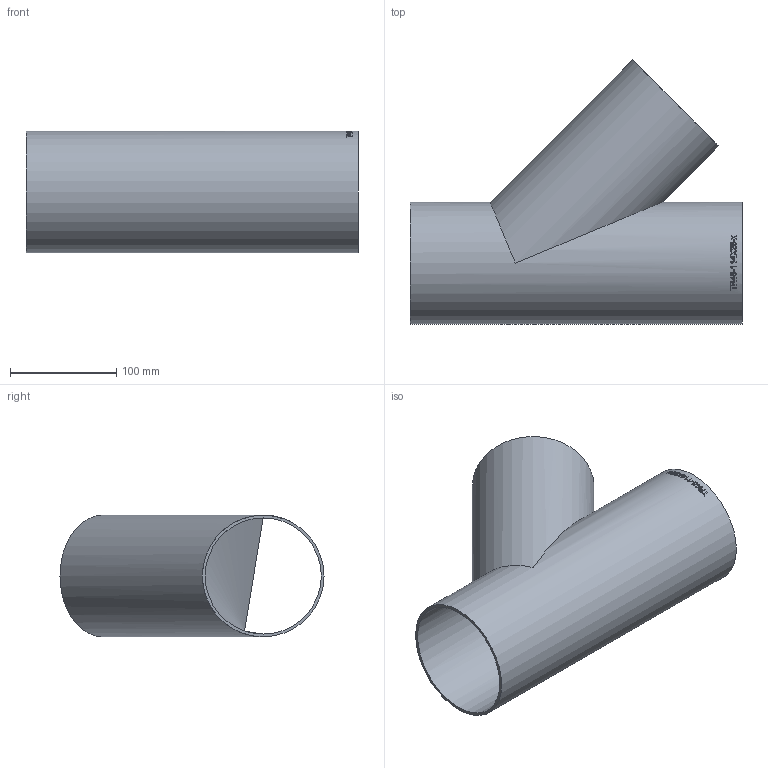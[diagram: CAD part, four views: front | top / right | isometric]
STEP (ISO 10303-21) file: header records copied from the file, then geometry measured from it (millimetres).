
FILE_DESCRIPTION (( 'STEP AP214' ), '1' );
FILE_NAME ('TR45-114X26-x T-Stück 45°geschweisst Ø114,3 L312 1911.STEP', '2019-11-14T13:21:04', ( '' ), ( '' ), 'SwSTEP 2.0', 'SolidWorks 2016', '' );
FILE_SCHEMA (( 'AUTOMOTIVE_DESIGN' ));
Length unit declared in the file: millimetre
Products named in the file (1): TR45-114X26-x T-Stück 45°geschweisst Ø114,3 L312  1911
Bounding box: 312 x 248.16 x 114.3 mm (x, y, z)
Volume: 387144.9 mm3; surface area: 300568 mm2
Topology: 1 solids, 1 shells, 177 faces, 480 edges, 320 vertices
Faces by surface type: bspline 80, plane 76, cylinder 21
Full cylindrical faces by diameter (mm): 109.1 x2, 114.3 x2
Entity records: 16454 total; most frequent: CARTESIAN_POINT 10850, ORIENTED_EDGE 938, DIRECTION 490, EDGE_CURVE 469, VERTEX_POINT 316, B_SPLINE_CURVE_WITH_KNOTS 261, EDGE_LOOP 203, AXIS2_PLACEMENT_3D 188
